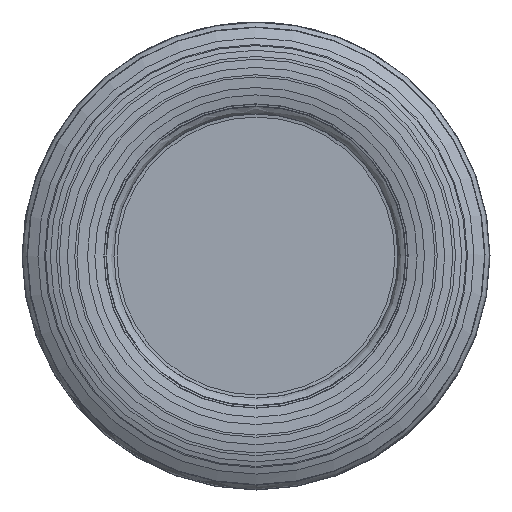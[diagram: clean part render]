
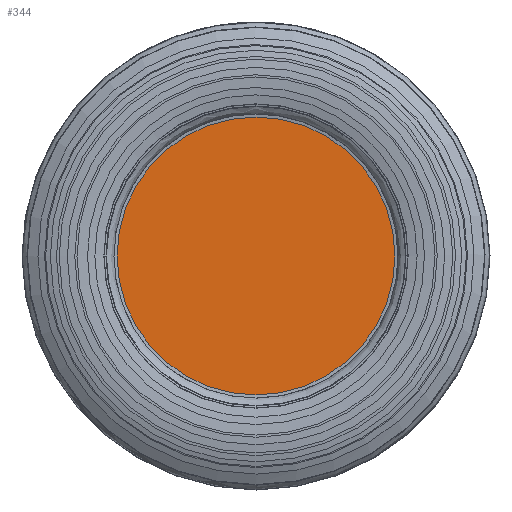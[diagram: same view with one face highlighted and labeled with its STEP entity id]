
A CAD part, left-side view. The second image highlights one B-rep face of the part: STEP entity #344.
In plain terms, the highlighted planar face has unit normal (-1, 0, 0).
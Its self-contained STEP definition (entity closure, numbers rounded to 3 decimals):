
#190=FACE_OUTER_BOUND('',#558,.T.);
#201=PLANE('',#966);
#344=ADVANCED_FACE('',(#190),#201,.F.);
#558=EDGE_LOOP('',(#704));
#704=ORIENTED_EDGE('',*,*,#842,.F.);
#769=VERTEX_POINT('',#1627);
#842=EDGE_CURVE('',#769,#769,#891,.T.);
#891=CIRCLE('',#964,9.433);
#964=AXIS2_PLACEMENT_3D('',#1626,#1165,#1166);
#966=AXIS2_PLACEMENT_3D('',#1629,#1169,#1170);
#1165=DIRECTION('',(1.,0.,0.));
#1166=DIRECTION('',(0.,0.,-1.));
#1169=DIRECTION('',(1.,0.,0.));
#1170=DIRECTION('',(0.,0.,-1.));
#1626=CARTESIAN_POINT('',(1.,0.,0.));
#1627=CARTESIAN_POINT('',(1.,0.,-9.433));
#1629=CARTESIAN_POINT('',(1.,0.,0.));
